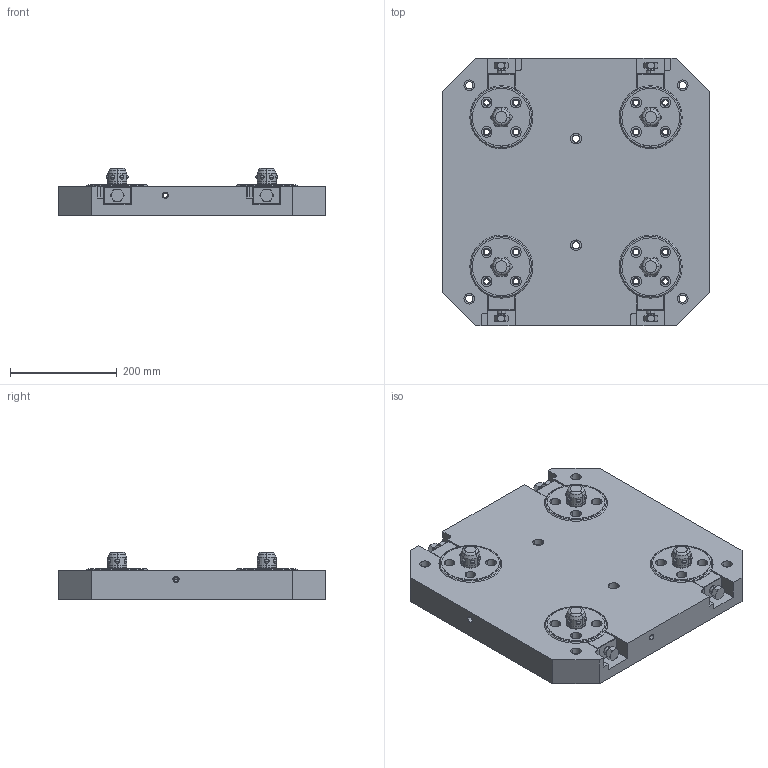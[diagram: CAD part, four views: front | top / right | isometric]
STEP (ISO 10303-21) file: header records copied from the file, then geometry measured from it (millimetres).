
FILE_DESCRIPTION((''),'2;1');
FILE_NAME('EH1990135.stp','2003-08-28T13:37:41',('Grof'),(''),'Autodesk Inventor (tm) 4.0','Autodesk Inventor (tm) 4.0','');
FILE_SCHEMA(('CONFIG_CONTROL_DESIGN'));
Length unit declared in the file: inch
Products named in the file (10): EH1990135; PRODUCT_NAME_1; PRODUCT_NAME_2; PRODUCT_NAME_6; PRODUCT_NAME_3; PRODUCT_NAME_4; PRODUCT_NAME_5; PRODUCT_NAME_7; PRODUCT_NAME_9; PRODUCT_NAME_8
Assembly tree (9 placements, depth 2):
  EH1990135
    PRODUCT_NAME_1
    PRODUCT_NAME_2
    PRODUCT_NAME_6
    PRODUCT_NAME_3
    PRODUCT_NAME_4
    PRODUCT_NAME_5
    PRODUCT_NAME_7
    PRODUCT_NAME_9
    PRODUCT_NAME_8
Bounding box: 502 x 502 x 88.5 mm (x, y, z)
Volume: 13046230.1 mm3; surface area: 926586.3 mm2
Topology: 9 solids, 9 shells, 912 faces, 2351 edges, 1480 vertices
Faces by surface type: cylinder 422, plane 230, cone 188, sphere 48, torus 24
Entity records: 30848 total; most frequent: CARTESIAN_POINT 6906, DIRECTION 5101, ORIENTED_EDGE 4606, EDGE_CURVE 2303, AXIS2_PLACEMENT_3D 2043, VERTEX_POINT 1464, CIRCLE 1108, EDGE_LOOP 1055
